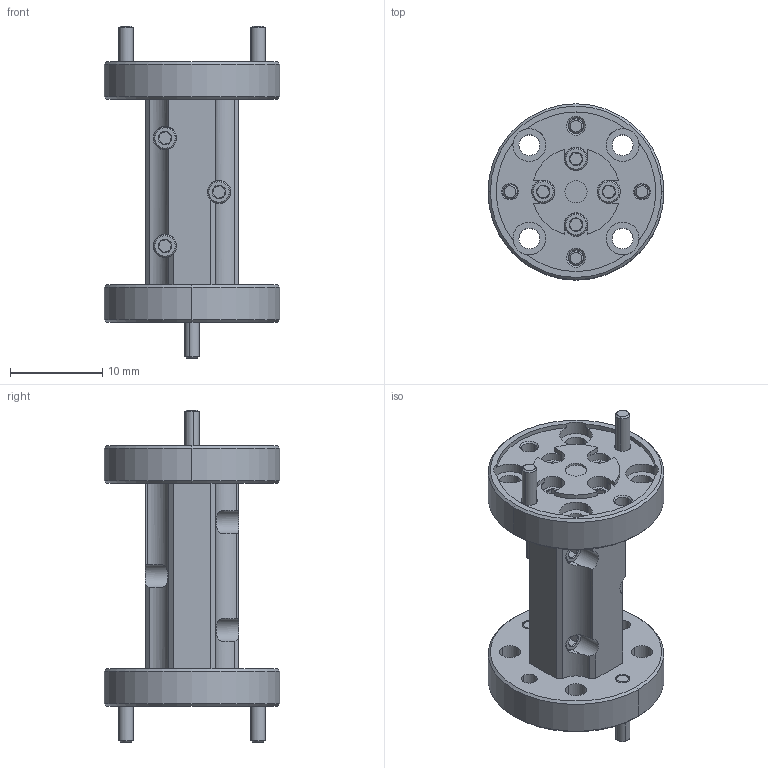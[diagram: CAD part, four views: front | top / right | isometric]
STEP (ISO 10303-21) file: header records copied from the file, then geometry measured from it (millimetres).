
FILE_DESCRIPTION (( 'STEP AP203' ), '1' );
FILE_NAME ('AS-FFF-094-A.STEP', '2023-10-31T19:49:13', ( '' ), ( '' ), 'SwSTEP 2.0', 'SolidWorks 2021', '' );
FILE_SCHEMA (( 'CONFIG_CONTROL_DESIGN' ));
Length unit declared in the file: inch
Products named in the file (1): AS-FFF-094-A
Bounding box: 19.05 x 19.05 x 35.94 mm (x, y, z)
Volume: 3450.4 mm3; surface area: 3402.9 mm2
Topology: 13 solids, 24 shells, 654 faces, 1411 edges, 840 vertices
Faces by surface type: plane 235, cylinder 213, cone 206
Entity records: 18200 total; most frequent: CARTESIAN_POINT 3724, DIRECTION 3213, ORIENTED_EDGE 2798, EDGE_CURVE 1399, AXIS2_PLACEMENT_3D 1293, VERTEX_POINT 840, EDGE_LOOP 737, FACE_OUTER_BOUND 654
